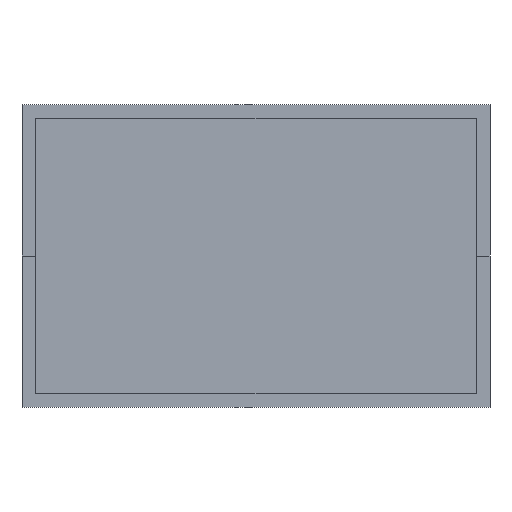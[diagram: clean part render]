
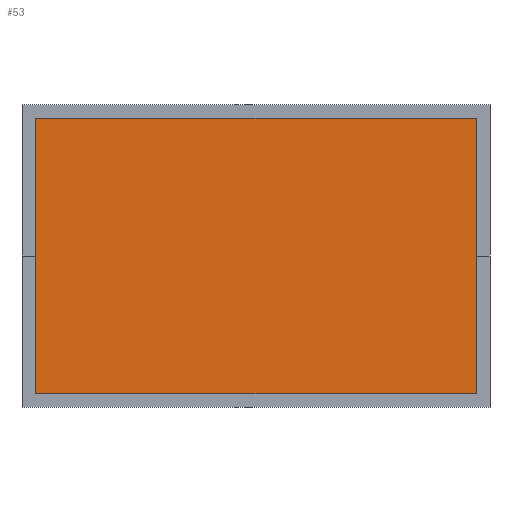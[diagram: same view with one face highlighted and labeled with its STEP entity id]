
A CAD part, front view. The second image highlights one B-rep face of the part: STEP entity #53.
In plain terms, the highlighted planar face has unit normal (0, -1, 0).
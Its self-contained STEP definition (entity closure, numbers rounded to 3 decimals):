
#53=ADVANCED_FACE('',(#105),#79,.F.);
#79=PLANE('',#498);
#105=FACE_OUTER_BOUND('',#131,.T.);
#131=EDGE_LOOP('',(#160,#161,#162,#163));
#160=ORIENTED_EDGE('',*,*,#320,.T.);
#161=ORIENTED_EDGE('',*,*,#321,.F.);
#162=ORIENTED_EDGE('',*,*,#322,.F.);
#163=ORIENTED_EDGE('',*,*,#317,.T.);
#277=VERTEX_POINT('',#640);
#278=VERTEX_POINT('',#642);
#280=VERTEX_POINT('',#648);
#281=VERTEX_POINT('',#650);
#317=EDGE_CURVE('',#278,#277,#377,.T.);
#320=EDGE_CURVE('',#277,#280,#380,.T.);
#321=EDGE_CURVE('',#281,#280,#381,.T.);
#322=EDGE_CURVE('',#278,#281,#382,.T.);
#377=LINE('',#641,#437);
#380=LINE('',#647,#440);
#381=LINE('',#649,#441);
#382=LINE('',#651,#442);
#437=VECTOR('',#526,1.);
#440=VECTOR('',#531,1.);
#441=VECTOR('',#532,1.);
#442=VECTOR('',#533,1.);
#498=AXIS2_PLACEMENT_3D('',#652,#534,#535);
#526=DIRECTION('',(0.,0.,-1.));
#531=DIRECTION('',(1.,0.,0.));
#532=DIRECTION('',(0.,0.,-1.));
#533=DIRECTION('',(1.,0.,0.));
#534=DIRECTION('',(0.,1.,0.));
#535=DIRECTION('',(0.,0.,1.));
#640=CARTESIAN_POINT('',(-48.,-180.,0.));
#641=CARTESIAN_POINT('',(-48.,-180.,60.));
#642=CARTESIAN_POINT('',(-48.,-180.,60.));
#647=CARTESIAN_POINT('',(-48.,-180.,0.));
#648=CARTESIAN_POINT('',(48.,-180.,0.));
#649=CARTESIAN_POINT('',(48.,-180.,60.));
#650=CARTESIAN_POINT('',(48.,-180.,60.));
#651=CARTESIAN_POINT('',(-48.,-180.,60.));
#652=CARTESIAN_POINT('',(-48.,-180.,60.));
